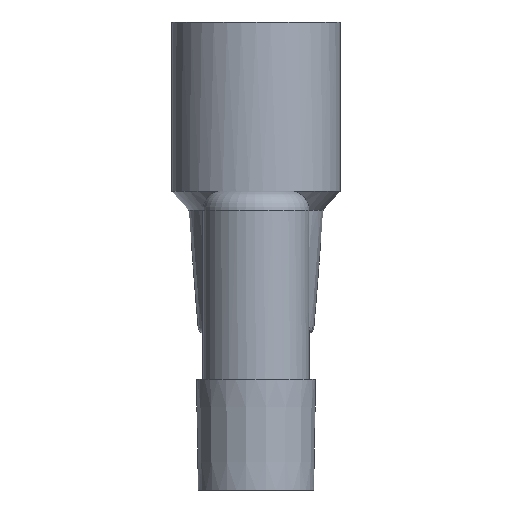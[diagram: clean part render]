
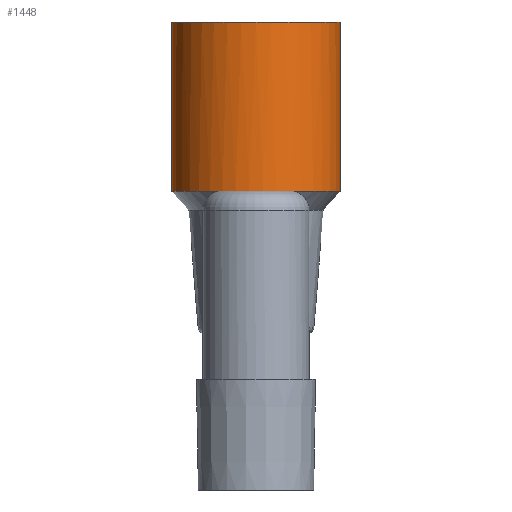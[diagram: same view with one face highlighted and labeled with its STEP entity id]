
A CAD part, front view. The second image highlights one B-rep face of the part: STEP entity #1448.
In plain terms, the highlighted cylindrical face has radius 11 mm (diameter 22 mm), a full revolution.
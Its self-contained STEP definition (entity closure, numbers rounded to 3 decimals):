
#132=LINE('',#3432,#189);
#189=VECTOR('',#1989,11.);
#213=CYLINDRICAL_SURFACE('',#1620,11.);
#289=FACE_OUTER_BOUND('',#377,.T.);
#377=EDGE_LOOP('',(#1327,#1328,#1329,#1330,#1331,#1332,#1333,#1334));
#445=CIRCLE('',#1561,11.);
#447=CIRCLE('',#1564,11.);
#450=CIRCLE('',#1569,11.);
#453=CIRCLE('',#1574,11.);
#455=CIRCLE('',#1576,11.);
#475=CIRCLE('',#1621,11.);
#638=VERTEX_POINT('',#3193);
#639=VERTEX_POINT('',#3208);
#644=VERTEX_POINT('',#3244);
#645=VERTEX_POINT('',#3259);
#657=VERTEX_POINT('',#3319);
#689=VERTEX_POINT('',#3430);
#839=EDGE_CURVE('',#645,#644,#445,.T.);
#841=EDGE_CURVE('',#644,#639,#447,.T.);
#846=EDGE_CURVE('',#639,#638,#450,.T.);
#851=EDGE_CURVE('',#638,#657,#453,.T.);
#853=EDGE_CURVE('',#657,#645,#455,.T.);
#905=EDGE_CURVE('',#689,#689,#475,.T.);
#906=EDGE_CURVE('',#689,#657,#132,.T.);
#1327=ORIENTED_EDGE('',*,*,#905,.F.);
#1328=ORIENTED_EDGE('',*,*,#906,.T.);
#1329=ORIENTED_EDGE('',*,*,#853,.T.);
#1330=ORIENTED_EDGE('',*,*,#839,.T.);
#1331=ORIENTED_EDGE('',*,*,#841,.T.);
#1332=ORIENTED_EDGE('',*,*,#846,.T.);
#1333=ORIENTED_EDGE('',*,*,#851,.T.);
#1334=ORIENTED_EDGE('',*,*,#906,.F.);
#1448=ADVANCED_FACE('',(#289),#213,.T.);
#1561=AXIS2_PLACEMENT_3D('',#3294,#1831,#1832);
#1564=AXIS2_PLACEMENT_3D('',#3297,#1837,#1838);
#1569=AXIS2_PLACEMENT_3D('',#3308,#1849,#1850);
#1574=AXIS2_PLACEMENT_3D('',#3320,#1861,#1862);
#1576=AXIS2_PLACEMENT_3D('',#3322,#1865,#1866);
#1620=AXIS2_PLACEMENT_3D('',#3429,#1985,#1986);
#1621=AXIS2_PLACEMENT_3D('',#3431,#1987,#1988);
#1831=DIRECTION('center_axis',(0.,0.,1.));
#1832=DIRECTION('ref_axis',(1.,0.,0.));
#1837=DIRECTION('center_axis',(0.,0.,1.));
#1838=DIRECTION('ref_axis',(1.,0.,0.));
#1849=DIRECTION('center_axis',(0.,0.,1.));
#1850=DIRECTION('ref_axis',(1.,0.,0.));
#1861=DIRECTION('center_axis',(0.,0.,1.));
#1862=DIRECTION('ref_axis',(1.,0.,0.));
#1865=DIRECTION('center_axis',(0.,0.,1.));
#1866=DIRECTION('ref_axis',(1.,0.,0.));
#1985=DIRECTION('center_axis',(0.,0.,1.));
#1986=DIRECTION('ref_axis',(1.,0.,0.));
#1987=DIRECTION('center_axis',(0.,0.,1.));
#1988=DIRECTION('ref_axis',(1.,0.,0.));
#1989=DIRECTION('',(0.,0.,-1.));
#3193=CARTESIAN_POINT('',(-4.345,10.106,0.));
#3208=CARTESIAN_POINT('',(4.345,10.106,0.));
#3244=CARTESIAN_POINT('',(4.345,-10.106,0.));
#3259=CARTESIAN_POINT('',(-4.345,-10.106,0.));
#3294=CARTESIAN_POINT('Origin',(0.,0.,0.));
#3297=CARTESIAN_POINT('Origin',(0.,0.,0.));
#3308=CARTESIAN_POINT('Origin',(0.,0.,0.));
#3319=CARTESIAN_POINT('',(-11.,0.,0.));
#3320=CARTESIAN_POINT('Origin',(0.,0.,0.));
#3322=CARTESIAN_POINT('Origin',(0.,0.,0.));
#3429=CARTESIAN_POINT('Origin',(0.,0.,0.));
#3430=CARTESIAN_POINT('',(-11.,0.,22.));
#3431=CARTESIAN_POINT('Origin',(0.,0.,22.));
#3432=CARTESIAN_POINT('',(-11.,0.,0.));
